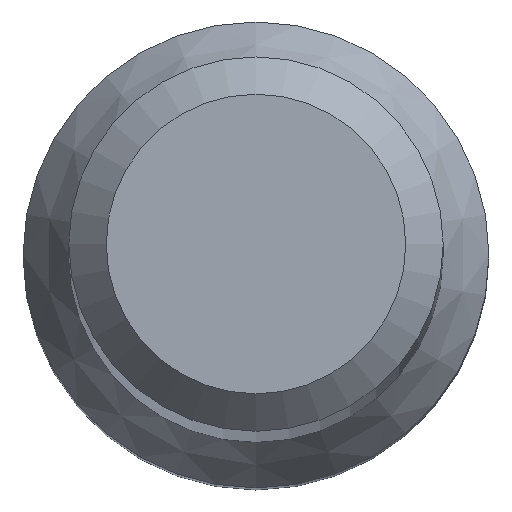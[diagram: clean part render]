
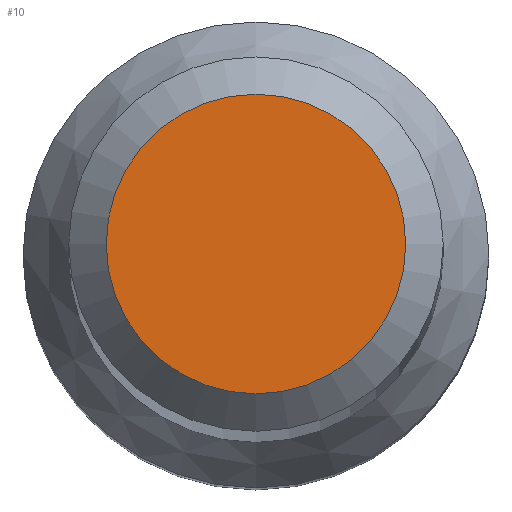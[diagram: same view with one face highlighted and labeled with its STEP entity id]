
A CAD part, top view. The second image highlights one B-rep face of the part: STEP entity #10.
In plain terms, the highlighted planar face has unit normal (0, 0, 1).
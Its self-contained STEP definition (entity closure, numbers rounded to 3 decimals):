
#4 = VERTEX_POINT ( 'NONE', #123 ) ;
#10 = ADVANCED_FACE ( 'NONE', ( #25 ), #168, .T. ) ;
#25 = FACE_OUTER_BOUND ( 'NONE', #169, .T. ) ;
#51 = CIRCLE ( 'NONE', #64, 1.6 ) ;
#52 = ORIENTED_EDGE ( 'NONE', *, *, #58, .F. ) ;
#58 = EDGE_CURVE ( 'NONE', #4, #4, #51, .T. ) ;
#64 = AXIS2_PLACEMENT_3D ( 'NONE', #181, #238, #102 ) ;
#102 = DIRECTION ( 'NONE',  ( 0., 1., 0. ) ) ;
#123 = CARTESIAN_POINT ( 'NONE',  ( 0., 1.6, 80. ) ) ;
#126 = DIRECTION ( 'NONE',  ( 0., 0., 1. ) ) ;
#165 = AXIS2_PLACEMENT_3D ( 'NONE', #171, #126, #212 ) ;
#168 = PLANE ( 'NONE',  #165 ) ;
#169 = EDGE_LOOP ( 'NONE', ( #52 ) ) ;
#171 = CARTESIAN_POINT ( 'NONE',  ( 0., 0., 80. ) ) ;
#181 = CARTESIAN_POINT ( 'NONE',  ( 0., 0., 80. ) ) ;
#212 = DIRECTION ( 'NONE',  ( 0., -1., 0. ) ) ;
#238 = DIRECTION ( 'NONE',  ( 0., 0., -1. ) ) ;
